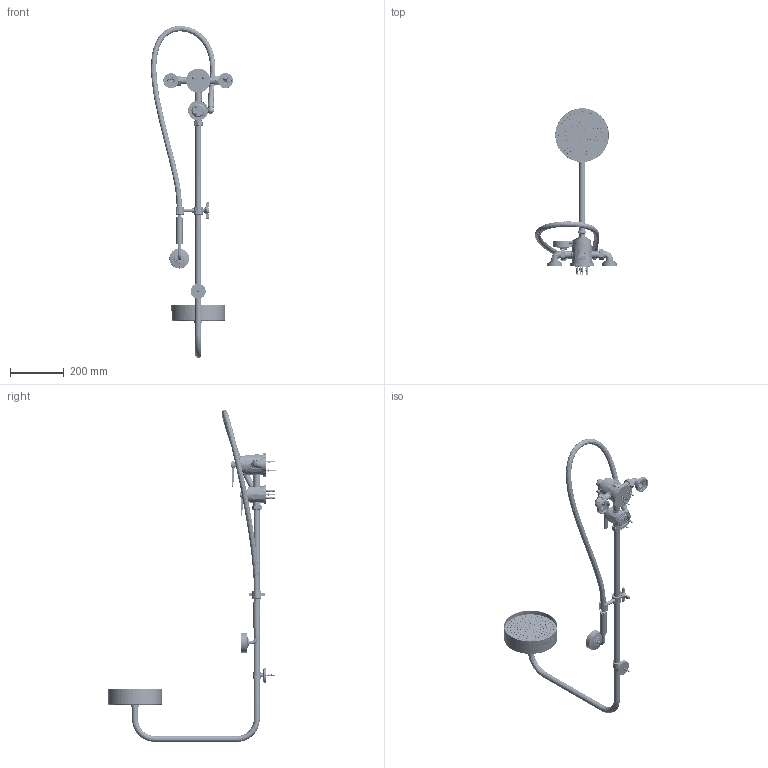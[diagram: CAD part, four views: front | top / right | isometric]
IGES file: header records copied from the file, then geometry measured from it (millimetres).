
Global section: file name: V7KA5-LLF; native system: Autodesk Inventor 2018; preprocessor: unknown; author: adaniels; date: 20190708.111052; units: millimetre
Bounding box: 305.15 x 625.04 x 1237 mm (x, y, z)
Volume: 2475937.6 mm3; surface area: 872598 mm2
Topology: 134 solids, 148 shells, 5858 faces, 16388 edges, 11378 vertices
Faces by surface type: bspline 5858
